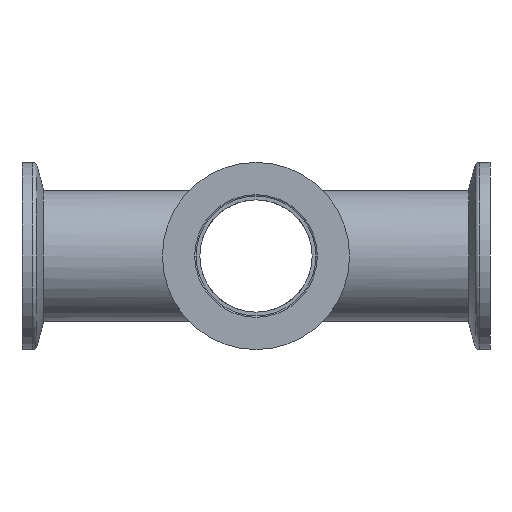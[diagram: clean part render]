
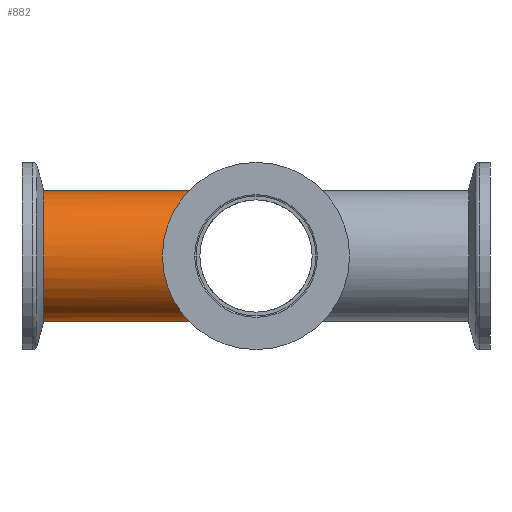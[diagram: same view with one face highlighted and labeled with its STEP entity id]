
A CAD part, front view. The second image highlights one B-rep face of the part: STEP entity #882.
In plain terms, the highlighted cylindrical face has radius 14 mm (diameter 28 mm), a partial arc.
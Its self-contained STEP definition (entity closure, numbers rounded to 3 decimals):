
#132 = CARTESIAN_POINT ( 'NONE',  ( 0., 0., -14. ) ) ;
#247 = ORIENTED_EDGE ( 'NONE', *, *, #1591, .F. ) ;
#430 = LINE ( 'NONE', #754, #1742 ) ;
#536 = CYLINDRICAL_SURFACE ( 'NONE', #2288, 14. ) ;
#552 = CARTESIAN_POINT ( 'NONE',  ( -46.5, 0., 0. ) ) ;
#661 = DIRECTION ( 'NONE',  ( 1., 0., 0. ) ) ;
#686 = LINE ( 'NONE', #890, #2092 ) ;
#696 =( BOUNDED_CURVE ( )  B_SPLINE_CURVE ( 3, ( #1956, #1752, #1993, #2019 ),
 .UNSPECIFIED., .F., .T. ) 
 B_SPLINE_CURVE_WITH_KNOTS ( ( 4, 4 ),
 ( 1.571, 4.712 ),
 .UNSPECIFIED. ) 
 CURVE ( )  GEOMETRIC_REPRESENTATION_ITEM ( )  RATIONAL_B_SPLINE_CURVE ( ( 1., 0.333, 0.333, 1. ) ) 
 REPRESENTATION_ITEM ( '' )  );
#754 = CARTESIAN_POINT ( 'NONE',  ( -55., 0., -14. ) ) ;
#882 = ADVANCED_FACE ( 'NONE', ( #2896 ), #536, .T. ) ;
#890 = CARTESIAN_POINT ( 'NONE',  ( -55., 0., 14. ) ) ;
#959 = VERTEX_POINT ( 'NONE', #2376 ) ;
#1088 = ORIENTED_EDGE ( 'NONE', *, *, #2780, .T. ) ;
#1150 = CARTESIAN_POINT ( 'NONE',  ( -46.5, 0., 14. ) ) ;
#1178 = EDGE_CURVE ( 'NONE', #959, #2239, #696, .T. ) ;
#1192 = CARTESIAN_POINT ( 'NONE',  ( -55., 0., 0. ) ) ;
#1369 = EDGE_CURVE ( 'NONE', #1535, #2987, #2440, .T. ) ;
#1472 = ORIENTED_EDGE ( 'NONE', *, *, #1178, .F. ) ;
#1535 = VERTEX_POINT ( 'NONE', #2921 ) ;
#1591 = EDGE_CURVE ( 'NONE', #2987, #959, #686, .T. ) ;
#1742 = VECTOR ( 'NONE', #3280, 1000. ) ;
#1752 = CARTESIAN_POINT ( 'NONE',  ( -28., -28., 14. ) ) ;
#1793 = DIRECTION ( 'NONE',  ( -1., 0., 0. ) ) ;
#1956 = CARTESIAN_POINT ( 'NONE',  ( 0., 0., 14. ) ) ;
#1993 = CARTESIAN_POINT ( 'NONE',  ( -28., -28., -14. ) ) ;
#2018 = AXIS2_PLACEMENT_3D ( 'NONE', #552, #1793, #2171 ) ;
#2019 = CARTESIAN_POINT ( 'NONE',  ( 0., 0., -14. ) ) ;
#2092 = VECTOR ( 'NONE', #2995, 1000. ) ;
#2171 = DIRECTION ( 'NONE',  ( 0., 1., 0. ) ) ;
#2239 = VERTEX_POINT ( 'NONE', #132 ) ;
#2288 = AXIS2_PLACEMENT_3D ( 'NONE', #1192, #661, #3054 ) ;
#2376 = CARTESIAN_POINT ( 'NONE',  ( 0., 0., 14. ) ) ;
#2409 = ORIENTED_EDGE ( 'NONE', *, *, #1369, .F. ) ;
#2440 = CIRCLE ( 'NONE', #2018, 14. ) ;
#2780 = EDGE_CURVE ( 'NONE', #1535, #2239, #430, .T. ) ;
#2896 = FACE_OUTER_BOUND ( 'NONE', #3229, .T. ) ;
#2921 = CARTESIAN_POINT ( 'NONE',  ( -46.5, 0., -14. ) ) ;
#2987 = VERTEX_POINT ( 'NONE', #1150 ) ;
#2995 = DIRECTION ( 'NONE',  ( 1., 0., 0. ) ) ;
#3054 = DIRECTION ( 'NONE',  ( 0., 0., 1. ) ) ;
#3229 = EDGE_LOOP ( 'NONE', ( #2409, #1088, #1472, #247 ) ) ;
#3280 = DIRECTION ( 'NONE',  ( 1., 0., 0. ) ) ;
